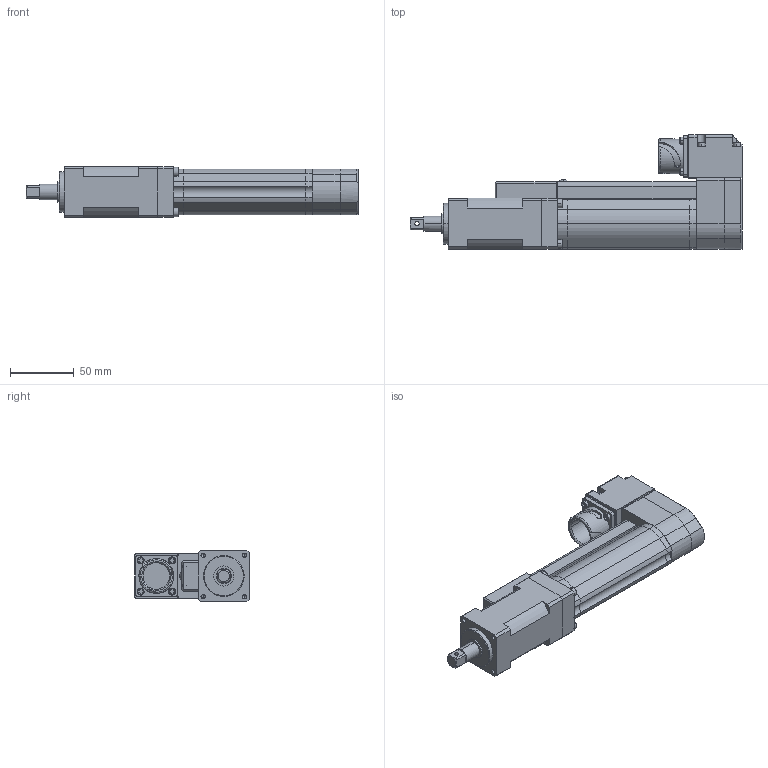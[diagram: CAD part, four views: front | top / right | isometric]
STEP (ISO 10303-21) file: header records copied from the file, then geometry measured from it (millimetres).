
FILE_DESCRIPTION (( 'STEP AP214' ), '1' );
FILE_NAME ('CFT-051RS1-SL.STEP', '2019-01-28T20:48:50', ( '' ), ( '' ), 'SwSTEP 2.0', 'SolidWorks 2017', '' );
FILE_SCHEMA (( 'AUTOMOTIVE_DESIGN' ));
Length unit declared in the file: millimetre
Products named in the file (1): CFT-051RS1-SL
Bounding box: 261 x 90.06 x 40 mm (x, y, z)
Volume: 405958.9 mm3; surface area: 85268.6 mm2
Topology: 17 solids, 17 shells, 497 faces, 1225 edges, 791 vertices
Faces by surface type: plane 298, cylinder 134, cone 50, bspline 9, torus 6
Entity records: 18510 total; most frequent: CARTESIAN_POINT 5663, DIRECTION 2454, ORIENTED_EDGE 2434, EDGE_CURVE 1217, VECTOR 818, LINE 818, AXIS2_PLACEMENT_3D 818, VERTEX_POINT 791
